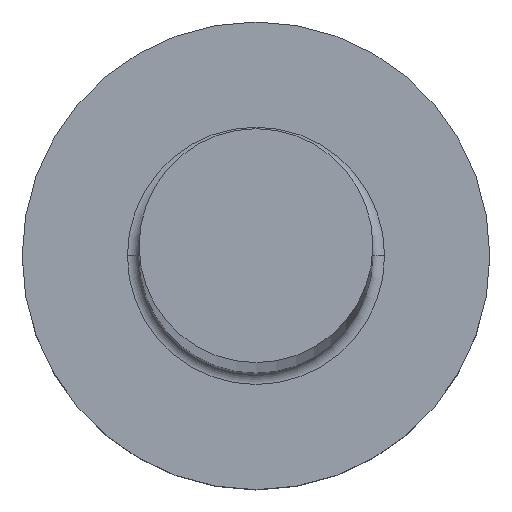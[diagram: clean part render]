
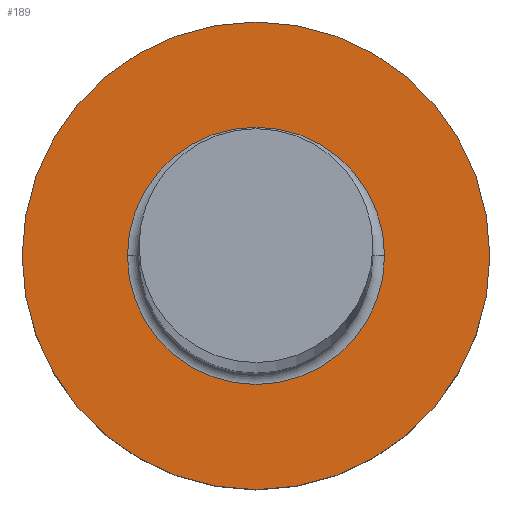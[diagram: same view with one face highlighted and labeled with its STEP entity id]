
A CAD part, top view. The second image highlights one B-rep face of the part: STEP entity #189.
In plain terms, the highlighted planar face has unit normal (0, 0, 1).
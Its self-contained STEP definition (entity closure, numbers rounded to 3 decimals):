
#13 = DIRECTION ( 'NONE',  ( 1., 0., 0. ) ) ;
#14 = CIRCLE ( 'NONE', #140, 2.2 ) ;
#20 = CIRCLE ( 'NONE', #231, 4. ) ;
#28 = DIRECTION ( 'NONE',  ( 1., 0., 0. ) ) ;
#34 = VERTEX_POINT ( 'NONE', #168 ) ;
#40 = DIRECTION ( 'NONE',  ( 1., 0., 0. ) ) ;
#41 = EDGE_CURVE ( 'NONE', #267, #34, #144, .T. ) ;
#61 = DIRECTION ( 'NONE',  ( 1., 0., 0. ) ) ;
#63 = CARTESIAN_POINT ( 'NONE',  ( 0., 0., 3. ) ) ;
#65 = PLANE ( 'NONE',  #218 ) ;
#66 = DIRECTION ( 'NONE',  ( 1., 0., 0. ) ) ;
#83 = EDGE_LOOP ( 'NONE', ( #152, #248 ) ) ;
#94 = AXIS2_PLACEMENT_3D ( 'NONE', #239, #160, #40 ) ;
#105 = ORIENTED_EDGE ( 'NONE', *, *, #282, .T. ) ;
#106 = FACE_OUTER_BOUND ( 'NONE', #83, .T. ) ;
#128 = CIRCLE ( 'NONE', #94, 2.2 ) ;
#133 = DIRECTION ( 'NONE',  ( 0., 0., 1. ) ) ;
#137 = DIRECTION ( 'NONE',  ( 0., 0., -1. ) ) ;
#140 = AXIS2_PLACEMENT_3D ( 'NONE', #63, #137, #66 ) ;
#144 = CIRCLE ( 'NONE', #303, 4. ) ;
#149 = CARTESIAN_POINT ( 'NONE',  ( 0., 0., 3. ) ) ;
#151 = EDGE_CURVE ( 'NONE', #154, #200, #128, .T. ) ;
#152 = ORIENTED_EDGE ( 'NONE', *, *, #41, .T. ) ;
#154 = VERTEX_POINT ( 'NONE', #155 ) ;
#155 = CARTESIAN_POINT ( 'NONE',  ( -2.2, 0., 3. ) ) ;
#156 = EDGE_LOOP ( 'NONE', ( #105, #223 ) ) ;
#160 = DIRECTION ( 'NONE',  ( 0., 0., -1. ) ) ;
#168 = CARTESIAN_POINT ( 'NONE',  ( 4., 0., 3. ) ) ;
#187 = EDGE_CURVE ( 'NONE', #34, #267, #20, .T. ) ;
#189 = ADVANCED_FACE ( 'NONE', ( #277, #106 ), #65, .T. ) ;
#200 = VERTEX_POINT ( 'NONE', #230 ) ;
#207 = DIRECTION ( 'NONE',  ( 0., 0., 1. ) ) ;
#218 = AXIS2_PLACEMENT_3D ( 'NONE', #232, #207, #13 ) ;
#223 = ORIENTED_EDGE ( 'NONE', *, *, #151, .T. ) ;
#230 = CARTESIAN_POINT ( 'NONE',  ( 2.2, 0., 3. ) ) ;
#231 = AXIS2_PLACEMENT_3D ( 'NONE', #254, #133, #61 ) ;
#232 = CARTESIAN_POINT ( 'NONE',  ( 0., 0., 3. ) ) ;
#239 = CARTESIAN_POINT ( 'NONE',  ( 0., 0., 3. ) ) ;
#241 = DIRECTION ( 'NONE',  ( 0., 0., 1. ) ) ;
#248 = ORIENTED_EDGE ( 'NONE', *, *, #187, .T. ) ;
#254 = CARTESIAN_POINT ( 'NONE',  ( 0., 0., 3. ) ) ;
#267 = VERTEX_POINT ( 'NONE', #295 ) ;
#277 = FACE_BOUND ( 'NONE', #156, .T. ) ;
#282 = EDGE_CURVE ( 'NONE', #200, #154, #14, .T. ) ;
#295 = CARTESIAN_POINT ( 'NONE',  ( -4., 0., 3. ) ) ;
#303 = AXIS2_PLACEMENT_3D ( 'NONE', #149, #241, #28 ) ;
